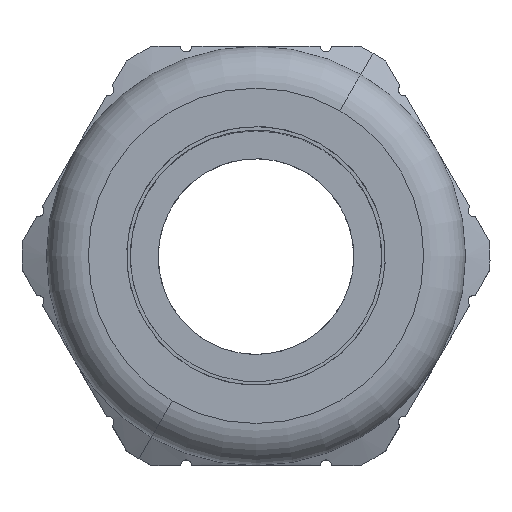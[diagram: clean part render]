
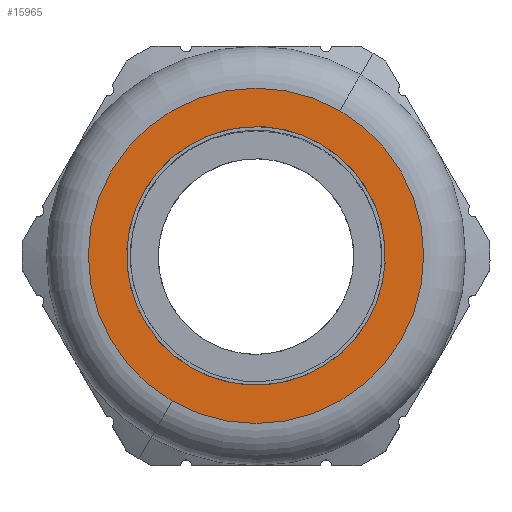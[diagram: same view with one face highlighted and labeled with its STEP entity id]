
A CAD part, top view. The second image highlights one B-rep face of the part: STEP entity #15965.
In plain terms, the highlighted planar face has unit normal (0, 0, 1).
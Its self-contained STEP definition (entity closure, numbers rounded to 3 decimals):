
#14888=AXIS2_PLACEMENT_3D('Circle Axis2P3D',#14886,#14887,$) ;
#15594=AXIS2_PLACEMENT_3D('Circle Axis2P3D',#15592,#15593,$) ;
#15899=AXIS2_PLACEMENT_3D('Plane Axis2P3D',#15896,#15897,#15898) ;
#14876=CARTESIAN_POINT('Vertex',(10.75,4.608,31.5)) ;
#14883=CARTESIAN_POINT('Vertex',(22.75,25.392,31.5)) ;
#14886=CARTESIAN_POINT('Axis2P3D Location',(16.75,15.,31.5)) ;
#15592=CARTESIAN_POINT('Axis2P3D Location',(16.75,15.,31.5)) ;
#15896=CARTESIAN_POINT('Axis2P3D Location',(16.75,15.,31.5)) ;
#15906=CARTESIAN_POINT('Control Point',(21.375,23.011,31.5)) ;
#15907=CARTESIAN_POINT('Control Point',(22.149,22.564,31.5)) ;
#15908=CARTESIAN_POINT('Control Point',(22.869,22.023,31.5)) ;
#15909=CARTESIAN_POINT('Control Point',(23.521,21.398,31.5)) ;
#15910=CARTESIAN_POINT('Control Point',(24.659,20.002,31.5)) ;
#15911=CARTESIAN_POINT('Control Point',(25.432,18.376,31.5)) ;
#15912=CARTESIAN_POINT('Control Point',(25.718,17.519,31.5)) ;
#15913=CARTESIAN_POINT('Control Point',(26.078,15.755,31.5)) ;
#15914=CARTESIAN_POINT('Control Point',(26.006,13.955,31.5)) ;
#15915=CARTESIAN_POINT('Control Point',(25.862,13.064,31.5)) ;
#15916=CARTESIAN_POINT('Control Point',(25.36,11.334,31.5)) ;
#15917=CARTESIAN_POINT('Control Point',(24.461,9.774,31.5)) ;
#15918=CARTESIAN_POINT('Control Point',(23.919,9.052,31.5)) ;
#15919=CARTESIAN_POINT('Control Point',(22.671,7.753,31.5)) ;
#15920=CARTESIAN_POINT('Control Point',(21.15,6.789,31.5)) ;
#15921=CARTESIAN_POINT('Control Point',(20.334,6.402,31.5)) ;
#15922=CARTESIAN_POINT('Control Point',(18.626,5.832,31.5)) ;
#15923=CARTESIAN_POINT('Control Point',(16.831,5.685,31.5)) ;
#15924=CARTESIAN_POINT('Control Point',(15.929,5.721,31.5)) ;
#15925=CARTESIAN_POINT('Control Point',(14.595,5.938,31.5)) ;
#15926=CARTESIAN_POINT('Control Point',(13.328,6.389,31.5)) ;
#15927=CARTESIAN_POINT('Control Point',(12.915,6.565,31.5)) ;
#15928=CARTESIAN_POINT('Control Point',(12.513,6.765,31.5)) ;
#15929=CARTESIAN_POINT('Control Point',(12.125,6.989,31.5)) ;
#15930=CARTESIAN_POINT('Vertex',(21.375,23.011,31.5)) ;
#15932=CARTESIAN_POINT('Vertex',(12.125,6.989,31.5)) ;
#15936=CARTESIAN_POINT('Control Point',(12.125,6.989,31.5)) ;
#15937=CARTESIAN_POINT('Control Point',(11.351,7.436,31.5)) ;
#15938=CARTESIAN_POINT('Control Point',(10.631,7.977,31.5)) ;
#15939=CARTESIAN_POINT('Control Point',(9.979,8.602,31.5)) ;
#15940=CARTESIAN_POINT('Control Point',(8.841,9.998,31.5)) ;
#15941=CARTESIAN_POINT('Control Point',(8.068,11.624,31.5)) ;
#15942=CARTESIAN_POINT('Control Point',(7.782,12.481,31.5)) ;
#15943=CARTESIAN_POINT('Control Point',(7.422,14.245,31.5)) ;
#15944=CARTESIAN_POINT('Control Point',(7.494,16.045,31.5)) ;
#15945=CARTESIAN_POINT('Control Point',(7.638,16.936,31.5)) ;
#15946=CARTESIAN_POINT('Control Point',(8.14,18.666,31.5)) ;
#15947=CARTESIAN_POINT('Control Point',(9.039,20.226,31.5)) ;
#15948=CARTESIAN_POINT('Control Point',(9.581,20.948,31.5)) ;
#15949=CARTESIAN_POINT('Control Point',(10.829,22.247,31.5)) ;
#15950=CARTESIAN_POINT('Control Point',(12.35,23.211,31.5)) ;
#15951=CARTESIAN_POINT('Control Point',(13.166,23.598,31.5)) ;
#15952=CARTESIAN_POINT('Control Point',(14.874,24.168,31.5)) ;
#15953=CARTESIAN_POINT('Control Point',(16.669,24.315,31.5)) ;
#15954=CARTESIAN_POINT('Control Point',(17.571,24.279,31.5)) ;
#15955=CARTESIAN_POINT('Control Point',(18.905,24.062,31.5)) ;
#15956=CARTESIAN_POINT('Control Point',(20.172,23.611,31.5)) ;
#15957=CARTESIAN_POINT('Control Point',(20.585,23.435,31.5)) ;
#15958=CARTESIAN_POINT('Control Point',(20.987,23.235,31.5)) ;
#15959=CARTESIAN_POINT('Control Point',(21.375,23.011,31.5)) ;
#14887=DIRECTION('Axis2P3D Direction',(0.,0.,1.)) ;
#15593=DIRECTION('Axis2P3D Direction',(0.,0.,1.)) ;
#15897=DIRECTION('Axis2P3D Direction',(0.,0.,1.)) ;
#15898=DIRECTION('Axis2P3D XDirection',(-0.5,-0.866,0.)) ;
#15902=ORIENTED_EDGE('',*,*,#14890,.T.) ;
#15903=ORIENTED_EDGE('',*,*,#15596,.T.) ;
#15962=ORIENTED_EDGE('',*,*,#15934,.T.) ;
#15963=ORIENTED_EDGE('',*,*,#15960,.T.) ;
#15964=FACE_BOUND('',#15961,.T.) ;
#15965=ADVANCED_FACE('Hauptkoerper',(#15904,#15964),#15900,.T.) ;
#15905=B_SPLINE_CURVE_WITH_KNOTS('',5,(#15906,#15907,#15908,#15909,#15910,#15911,#15912,#15913,#15914,#15915,#15916,#15917,#15918,#15919,#15920,#15921,#15922,#15923,#15924,#15925,#15926,#15927,#15928,#15929),.UNSPECIFIED.,.F.,.U.,(6,3,3,3,3,3,3,6),(0.,6.321,12.643,18.964,25.285,31.607,37.928,41.096),.UNSPECIFIED.) ;
#15935=B_SPLINE_CURVE_WITH_KNOTS('',5,(#15936,#15937,#15938,#15939,#15940,#15941,#15942,#15943,#15944,#15945,#15946,#15947,#15948,#15949,#15950,#15951,#15952,#15953,#15954,#15955,#15956,#15957,#15958,#15959),.UNSPECIFIED.,.F.,.U.,(6,3,3,3,3,3,3,6),(0.,6.321,12.643,18.964,25.285,31.607,37.928,41.096),.UNSPECIFIED.) ;
#14889=CIRCLE('generated circle',#14888,12.) ;
#15595=CIRCLE('generated circle',#15594,12.) ;
#14890=EDGE_CURVE('',#14877,#14884,#14889,.T.) ;
#15596=EDGE_CURVE('',#14884,#14877,#15595,.T.) ;
#15934=EDGE_CURVE('',#15931,#15933,#15905,.T.) ;
#15960=EDGE_CURVE('',#15933,#15931,#15935,.T.) ;
#15901=EDGE_LOOP('',(#15902,#15903)) ;
#15961=EDGE_LOOP('',(#15962,#15963)) ;
#15904=FACE_OUTER_BOUND('',#15901,.T.) ;
#15900=PLANE('',#15899) ;
#14877=VERTEX_POINT('',#14876) ;
#14884=VERTEX_POINT('',#14883) ;
#15931=VERTEX_POINT('',#15930) ;
#15933=VERTEX_POINT('',#15932) ;
